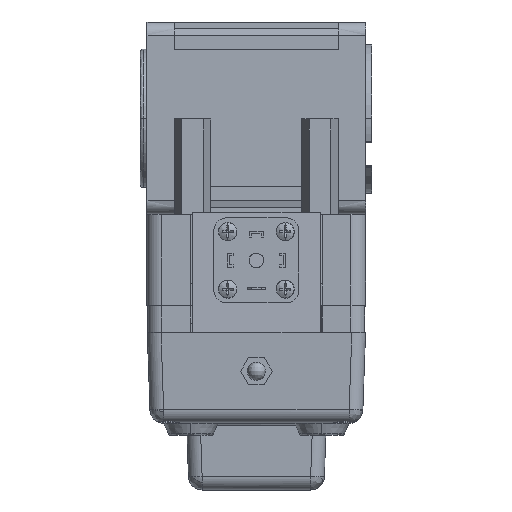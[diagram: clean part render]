
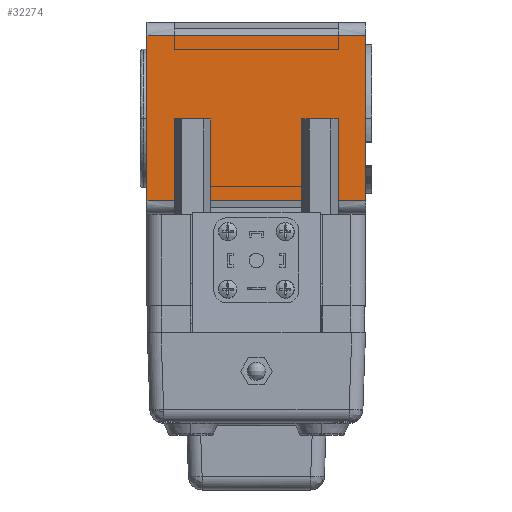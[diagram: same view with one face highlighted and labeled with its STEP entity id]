
A CAD part, top view. The second image highlights one B-rep face of the part: STEP entity #32274.
In plain terms, the highlighted planar face has unit normal (0, -0.001, 1).
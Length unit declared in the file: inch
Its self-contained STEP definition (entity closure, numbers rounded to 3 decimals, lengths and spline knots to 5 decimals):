
#1097 = CARTESIAN_POINT ( 'NONE',  ( 0.005, -1.12914, 1.30514 ) ) ;
#1313 = VECTOR ( 'NONE', #40443, 39.37008 ) ;
#2822 = LINE ( 'NONE', #26783, #1313 ) ;
#3471 = VERTEX_POINT ( 'NONE', #25548 ) ;
#3584 = EDGE_LOOP ( 'NONE', ( #42147, #19045, #38847, #17889 ) ) ;
#4502 = FACE_OUTER_BOUND ( 'NONE', #3584, .T. ) ;
#6399 = DIRECTION ( 'NONE',  ( 0., 1., 0.001 ) ) ;
#8429 = EDGE_CURVE ( 'NONE', #3471, #9909, #2822, .T. ) ;
#8509 = CARTESIAN_POINT ( 'NONE',  ( 3., -1.12914, 1.30514 ) ) ;
#9410 = VECTOR ( 'NONE', #25802, 39.37008 ) ;
#9909 = VERTEX_POINT ( 'NONE', #29090 ) ;
#12243 = DIRECTION ( 'NONE',  ( 0., 0.001, -1. ) ) ;
#12999 = CARTESIAN_POINT ( 'NONE',  ( 3., -1.12914, 1.30514 ) ) ;
#15015 = DIRECTION ( 'NONE',  ( 1., 0., 0. ) ) ;
#15303 = CARTESIAN_POINT ( 'NONE',  ( 0.005, 1.12886, 1.30686 ) ) ;
#15747 = LINE ( 'NONE', #15303, #9410 ) ;
#16645 = LINE ( 'NONE', #12999, #17505 ) ;
#17505 = VECTOR ( 'NONE', #6399, 39.37008 ) ;
#17566 = VERTEX_POINT ( 'NONE', #8509 ) ;
#17889 = ORIENTED_EDGE ( 'NONE', *, *, #24837, .T. ) ;
#18457 = LINE ( 'NONE', #1097, #27419 ) ;
#19045 = ORIENTED_EDGE ( 'NONE', *, *, #20085, .F. ) ;
#20085 = EDGE_CURVE ( 'NONE', #9909, #31949, #15747, .T. ) ;
#21849 = CARTESIAN_POINT ( 'NONE',  ( 0.005, -1.12914, 1.30514 ) ) ;
#24837 = EDGE_CURVE ( 'NONE', #3471, #17566, #18457, .T. ) ;
#25548 = CARTESIAN_POINT ( 'NONE',  ( 0.005, -1.12914, 1.30514 ) ) ;
#25802 = DIRECTION ( 'NONE',  ( 1., 0., 0. ) ) ;
#26783 = CARTESIAN_POINT ( 'NONE',  ( 0.005, -1.12914, 1.30514 ) ) ;
#27419 = VECTOR ( 'NONE', #15015, 39.37008 ) ;
#29090 = CARTESIAN_POINT ( 'NONE',  ( 0.005, 1.12886, 1.30686 ) ) ;
#30654 = EDGE_CURVE ( 'NONE', #17566, #31949, #16645, .T. ) ;
#31949 = VERTEX_POINT ( 'NONE', #34936 ) ;
#32274 = ADVANCED_FACE ( 'NONE', ( #4502 ), #39835, .F. ) ;
#34936 = CARTESIAN_POINT ( 'NONE',  ( 3., 1.12886, 1.30686 ) ) ;
#35726 = DIRECTION ( 'NONE',  ( 0., 1., 0.001 ) ) ;
#38847 = ORIENTED_EDGE ( 'NONE', *, *, #8429, .F. ) ;
#39835 = PLANE ( 'NONE',  #40215 ) ;
#40215 = AXIS2_PLACEMENT_3D ( 'NONE', #21849, #12243, #35726 ) ;
#40443 = DIRECTION ( 'NONE',  ( 0., 1., 0.001 ) ) ;
#42147 = ORIENTED_EDGE ( 'NONE', *, *, #30654, .T. ) ;
